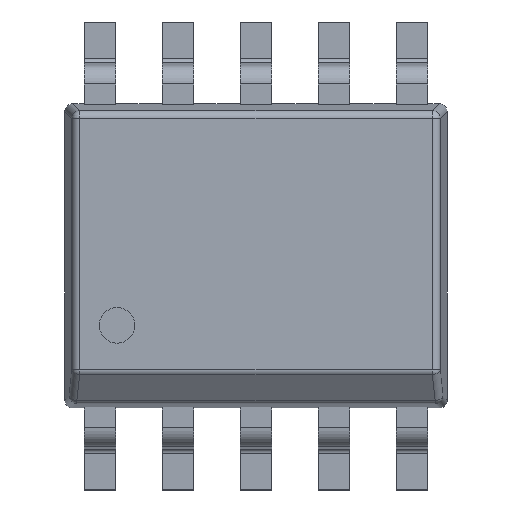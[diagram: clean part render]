
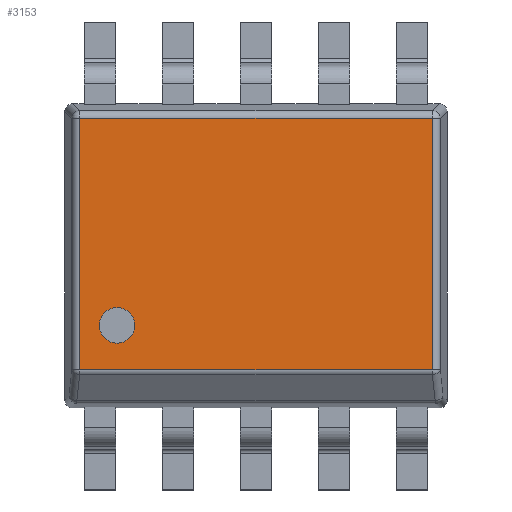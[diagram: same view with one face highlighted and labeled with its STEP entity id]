
A CAD part, top view. The second image highlights one B-rep face of the part: STEP entity #3153.
In plain terms, the highlighted planar face has unit normal (0, 0, 1).
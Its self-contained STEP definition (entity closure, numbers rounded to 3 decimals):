
#59 = CARTESIAN_POINT ( 'NONE',  ( -2.009, -0.892, 1.55 ) ) ;
#150 = CARTESIAN_POINT ( 'NONE',  ( -2.261, -1.496, 1.55 ) ) ;
#280 = VECTOR ( 'NONE', #1845, 1000. ) ;
#302 = ORIENTED_EDGE ( 'NONE', *, *, #7065, .F. ) ;
#438 = CARTESIAN_POINT ( 'NONE',  ( 2.261, 1.761, 1.55 ) ) ;
#772 = DIRECTION ( 'NONE',  ( 0., 0., 1. ) ) ;
#1003 = EDGE_CURVE ( 'NONE', #2028, #6163, #7977, .T. ) ;
#1112 = DIRECTION ( 'NONE',  ( 1., 0., 0. ) ) ;
#1365 = PLANE ( 'NONE',  #4952 ) ;
#1484 = FACE_BOUND ( 'NONE', #5440, .T. ) ;
#1510 = CARTESIAN_POINT ( 'NONE',  ( -1.782, -0.892, 1.55 ) ) ;
#1526 = FACE_OUTER_BOUND ( 'NONE', #6126, .T. ) ;
#1550 = VECTOR ( 'NONE', #1112, 1000. ) ;
#1819 = CIRCLE ( 'NONE', #6454, 0.227 ) ;
#1845 = DIRECTION ( 'NONE',  ( 0., 1., 0. ) ) ;
#1876 = CARTESIAN_POINT ( 'NONE',  ( -2.261, -1.462, 1.55 ) ) ;
#2028 = VERTEX_POINT ( 'NONE', #2601 ) ;
#2143 = DIRECTION ( 'NONE',  ( 1., 0., 0. ) ) ;
#2601 = CARTESIAN_POINT ( 'NONE',  ( -1.555, -0.892, 1.55 ) ) ;
#2714 = EDGE_CURVE ( 'NONE', #7396, #8018, #5535, .T. ) ;
#2841 = CARTESIAN_POINT ( 'NONE',  ( -1.782, -0.892, 1.55 ) ) ;
#3153 = ADVANCED_FACE ( 'NONE', ( #1484, #1526 ), #1365, .T. ) ;
#3599 = DIRECTION ( 'NONE',  ( 0., 0., 1. ) ) ;
#3614 = LINE ( 'NONE', #4154, #1550 ) ;
#3705 = DIRECTION ( 'NONE',  ( -1., 0., 0. ) ) ;
#3824 = ORIENTED_EDGE ( 'NONE', *, *, #6151, .T. ) ;
#4152 = ORIENTED_EDGE ( 'NONE', *, *, #1003, .F. ) ;
#4154 = CARTESIAN_POINT ( 'NONE',  ( 0., -1.462, 1.55 ) ) ;
#4509 = ORIENTED_EDGE ( 'NONE', *, *, #2714, .T. ) ;
#4515 = VERTEX_POINT ( 'NONE', #1876 ) ;
#4529 = LINE ( 'NONE', #150, #7262 ) ;
#4599 = CARTESIAN_POINT ( 'NONE',  ( 0., 0., 1.55 ) ) ;
#4717 = ORIENTED_EDGE ( 'NONE', *, *, #4872, .T. ) ;
#4872 = EDGE_CURVE ( 'NONE', #6614, #7396, #8127, .T. ) ;
#4952 = AXIS2_PLACEMENT_3D ( 'NONE', #4599, #772, #6545 ) ;
#5440 = EDGE_LOOP ( 'NONE', ( #4152, #302 ) ) ;
#5490 = AXIS2_PLACEMENT_3D ( 'NONE', #2841, #3599, #2143 ) ;
#5535 = LINE ( 'NONE', #6833, #7444 ) ;
#6033 = CARTESIAN_POINT ( 'NONE',  ( -2.261, 1.761, 1.55 ) ) ;
#6126 = EDGE_LOOP ( 'NONE', ( #3824, #7871, #4717, #4509 ) ) ;
#6151 = EDGE_CURVE ( 'NONE', #8018, #4515, #4529, .T. ) ;
#6163 = VERTEX_POINT ( 'NONE', #59 ) ;
#6234 = CARTESIAN_POINT ( 'NONE',  ( 2.261, 1.848, 1.55 ) ) ;
#6432 = DIRECTION ( 'NONE',  ( 0., -1., 0. ) ) ;
#6454 = AXIS2_PLACEMENT_3D ( 'NONE', #1510, #6604, #7343 ) ;
#6545 = DIRECTION ( 'NONE',  ( 1., 0., 0. ) ) ;
#6604 = DIRECTION ( 'NONE',  ( 0., 0., 1. ) ) ;
#6614 = VERTEX_POINT ( 'NONE', #6896 ) ;
#6833 = CARTESIAN_POINT ( 'NONE',  ( -2.348, 1.761, 1.55 ) ) ;
#6896 = CARTESIAN_POINT ( 'NONE',  ( 2.261, -1.462, 1.55 ) ) ;
#7065 = EDGE_CURVE ( 'NONE', #6163, #2028, #1819, .T. ) ;
#7262 = VECTOR ( 'NONE', #6432, 1000. ) ;
#7310 = EDGE_CURVE ( 'NONE', #4515, #6614, #3614, .T. ) ;
#7343 = DIRECTION ( 'NONE',  ( 1., 0., 0. ) ) ;
#7396 = VERTEX_POINT ( 'NONE', #438 ) ;
#7444 = VECTOR ( 'NONE', #3705, 1000. ) ;
#7871 = ORIENTED_EDGE ( 'NONE', *, *, #7310, .T. ) ;
#7977 = CIRCLE ( 'NONE', #5490, 0.227 ) ;
#8018 = VERTEX_POINT ( 'NONE', #6033 ) ;
#8127 = LINE ( 'NONE', #6234, #280 ) ;
